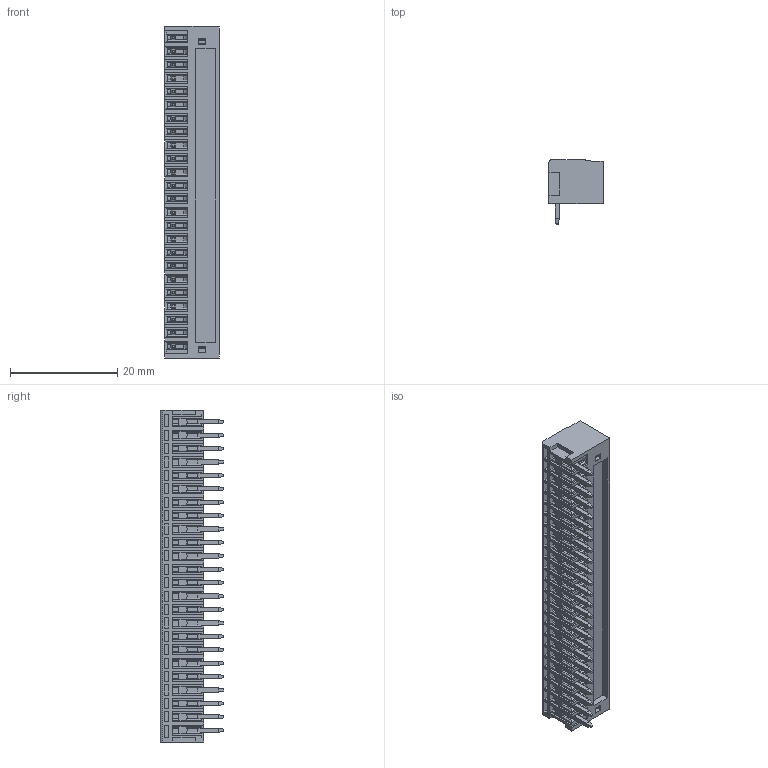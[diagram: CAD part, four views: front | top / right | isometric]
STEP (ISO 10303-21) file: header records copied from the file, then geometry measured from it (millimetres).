
FILE_DESCRIPTION((''),'2;1');
FILE_NAME('TLPHC-006R-17P','2024-09-18T',('sheji'),(''),'PRO/ENGINEER BY PARAMETRIC TECHNOLOGY CORPORATION, 2015240','PRO/ENGINEER BY PARAMETRIC TECHNOLOGY CORPORATION, 2015240','');
FILE_SCHEMA(('CONFIG_CONTROL_DESIGN'));
Products named in the file (1): TLPHC-006R-17P
Bounding box: 10.1 x 11.9 x 61.9 mm (x, y, z)
Volume: 2697 mm3; surface area: 5414.1 mm2
Topology: 1 solids, 1 shells, 2210 faces, 5856 edges, 3722 vertices
Faces by surface type: plane 1921, cylinder 193, cone 96
Entity records: 66991 total; most frequent: CARTESIAN_POINT 12027, ORIENTED_EDGE 11712, DIRECTION 10782, EDGE_CURVE 5856, VECTOR 5206, LINE 5206, VERTEX_POINT 3722, AXIS2_PLACEMENT_3D 2788
